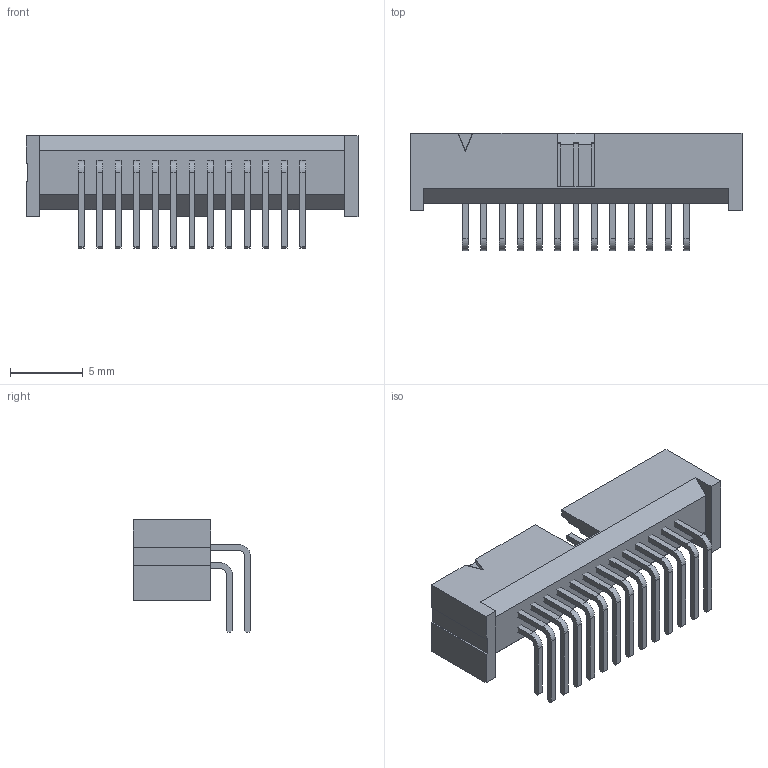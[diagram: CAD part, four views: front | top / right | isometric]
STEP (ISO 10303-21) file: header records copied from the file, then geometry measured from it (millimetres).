
FILE_DESCRIPTION(/* description */ ('STEP AP214'),/* implementation_level */ '2;1');
FILE_NAME(/* name */ 'SHF-113-01-L-D-RA',/* time_stamp */ '2024-01-11T22:03:56+01:00',/* author */ ('License CC BY-ND 4.0'),/* organization */ ('CADENAS'),/* preprocessor_version */ 'ST-DEVELOPER v19.3',/* originating_system */ 'PARTsolutions',/* authorisation */ ' ');
FILE_SCHEMA (('AUTOMOTIVE_DESIGN {1 0 10303 214 3 1 1}'));
Length unit declared in the file: inch
Products named in the file (4): SHF-113-01-L-D-RA; T-1S71-02-13-D-RA; SHF-First_Position_Indicator; SHF-113-01-D_header
Assembly tree (3 placements, depth 2):
  SHF-113-01-L-D-RA
    T-1S71-02-13-D-RA
    SHF-First_Position_Indicator
    SHF-113-01-D_header
Bounding box: 22.86 x 8.08 x 7.75 mm (x, y, z)
Volume: 322.4 mm3; surface area: 1205.5 mm2
Topology: 3 solids, 3 shells, 460 faces, 1358 edges, 904 vertices
Faces by surface type: plane 408, cylinder 52
Entity records: 15219 total; most frequent: CARTESIAN_POINT 2726, ORIENTED_EDGE 2716, DIRECTION 2390, EDGE_CURVE 1358, LINE 1254, VECTOR 1254, VERTEX_POINT 904, AXIS2_PLACEMENT_3D 568
